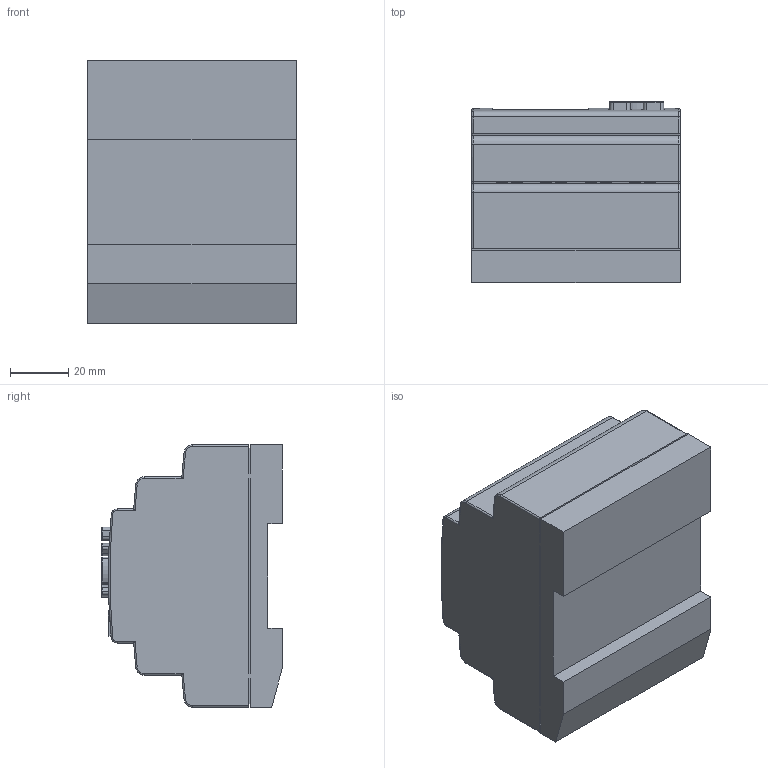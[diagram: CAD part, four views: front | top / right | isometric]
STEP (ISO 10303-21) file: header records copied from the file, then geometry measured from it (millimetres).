
FILE_DESCRIPTION (( 'STEP AP203' ), '1' );
FILE_NAME ('PR-12 Series 3D.STEP 22222.STEP', '2025-06-05T10:21:48', ( '' ), ( '' ), 'SwSTEP 2.0', 'SolidWorks 2022', '' );
FILE_SCHEMA (( 'CONFIG_CONTROL_DESIGN' ));
Length unit declared in the file: millimetre
Products named in the file (1): PR-12 Series 3D.STEP 22222
Bounding box: 71.5 x 62.02 x 90 mm (x, y, z)
Volume: 312668.8 mm3; surface area: 31136.1 mm2
Topology: 1 solids, 1 shells, 440 faces, 1077 edges, 690 vertices
Faces by surface type: plane 194, cylinder 162, bspline 70, torus 14
Entity records: 16099 total; most frequent: CARTESIAN_POINT 6233, ORIENTED_EDGE 2154, DIRECTION 1813, EDGE_CURVE 1077, VERTEX_POINT 690, AXIS2_PLACEMENT_3D 605, VECTOR 603, LINE 603
